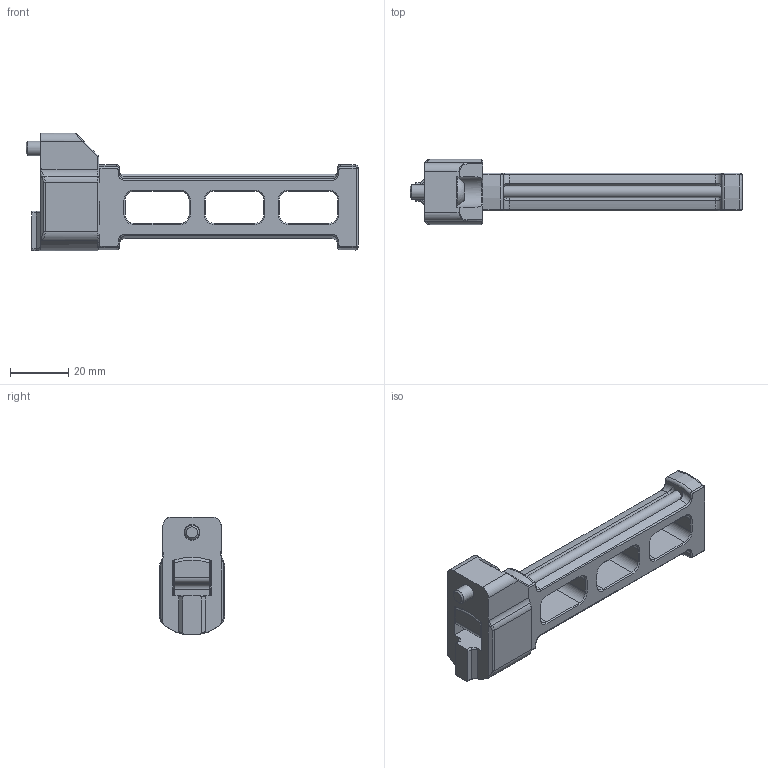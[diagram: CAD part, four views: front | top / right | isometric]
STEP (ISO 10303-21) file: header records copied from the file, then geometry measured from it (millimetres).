
FILE_DESCRIPTION(/* description */ (''),/* implementation_level */ '2;1');
FILE_NAME(/* name */ '2020V_Spoolholder_Base.step',/* time_stamp */ '2025-09-01T14:10:15-07:00',/* author */ (''),/* organization */ (''),/* preprocessor_version */ 'ST-DEVELOPER v20.1',/* originating_system */ 'Autodesk Translation Framework v14.10.0.0',/* authorisation */ '');
FILE_SCHEMA (('AUTOMOTIVE_DESIGN { 1 0 10303 214 3 1 1 }'));
Length unit declared in the file: millimetre
Products named in the file (3): 2020V_Spoolholder_Base; PFTE insert; M5x16 BHCS (5)
Assembly tree (2 placements, depth 2):
  2020V_Spoolholder_Base
    PFTE insert
    M5x16 BHCS (5)
Bounding box: 114 x 22.4 x 40.47 mm (x, y, z)
Volume: 30993.2 mm3; surface area: 15975.8 mm2
Topology: 4 solids, 4 shells, 354 faces, 862 edges, 518 vertices
Faces by surface type: plane 163, bspline 66, cylinder 60, cone 49, torus 15, sphere 1
Full cylindrical faces by diameter (mm): 2 x1, 4 x1, 4.2 x1, 5 x1, 5.4 x1, 9.5 x1
Entity records: 12855 total; most frequent: CARTESIAN_POINT 4813, ORIENTED_EDGE 1724, DIRECTION 1513, EDGE_CURVE 862, VERTEX_POINT 518, LINE 509, VECTOR 509, AXIS2_PLACEMENT_3D 502
